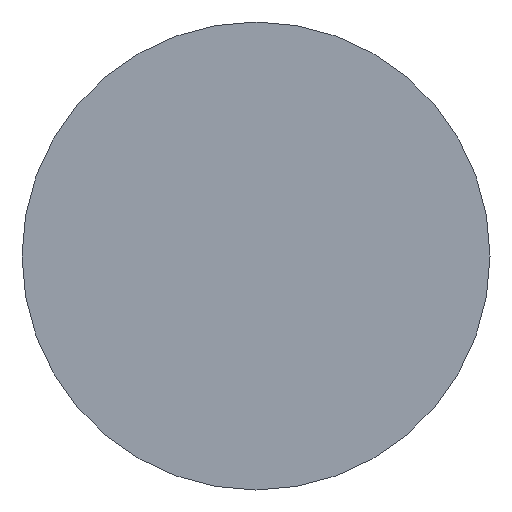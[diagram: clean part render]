
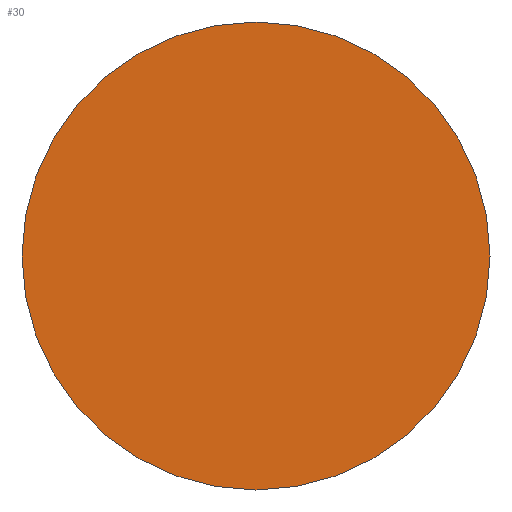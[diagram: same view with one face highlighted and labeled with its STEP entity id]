
A CAD part, left-side view. The second image highlights one B-rep face of the part: STEP entity #30.
In plain terms, the highlighted planar face has unit normal (-1, 0, 0).
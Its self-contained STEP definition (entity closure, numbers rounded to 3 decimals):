
#5 = CARTESIAN_POINT ( 'NONE',  ( 93.207, 31.682, 0. ) ) ;
#17 = AXIS2_PLACEMENT_3D ( 'NONE', #64, #163, #147 ) ;
#18 = DIRECTION ( 'NONE',  ( 0., 1., 0. ) ) ;
#26 = PLANE ( 'NONE',  #155 ) ;
#30 = ADVANCED_FACE ( 'NONE', ( #54 ), #26, .F. ) ;
#35 = VERTEX_POINT ( 'NONE', #157 ) ;
#40 = DIRECTION ( 'NONE',  ( -1., 0., 0. ) ) ;
#53 = EDGE_LOOP ( 'NONE', ( #144, #67 ) ) ;
#54 = FACE_OUTER_BOUND ( 'NONE', #53, .T. ) ;
#64 = CARTESIAN_POINT ( 'NONE',  ( 93.207, 28.532, 0. ) ) ;
#66 = EDGE_CURVE ( 'NONE', #138, #35, #115, .T. ) ;
#67 = ORIENTED_EDGE ( 'NONE', *, *, #66, .T. ) ;
#86 = DIRECTION ( 'NONE',  ( 0., -1., 0. ) ) ;
#88 = DIRECTION ( 'NONE',  ( 1., 0., 0. ) ) ;
#89 = CARTESIAN_POINT ( 'NONE',  ( 93.207, 28.532, 0. ) ) ;
#90 = AXIS2_PLACEMENT_3D ( 'NONE', #106, #40, #86 ) ;
#106 = CARTESIAN_POINT ( 'NONE',  ( 93.207, 28.532, 0. ) ) ;
#115 = CIRCLE ( 'NONE', #17, 3.15 ) ;
#125 = CIRCLE ( 'NONE', #90, 3.15 ) ;
#128 = EDGE_CURVE ( 'NONE', #35, #138, #125, .T. ) ;
#138 = VERTEX_POINT ( 'NONE', #5 ) ;
#144 = ORIENTED_EDGE ( 'NONE', *, *, #128, .T. ) ;
#147 = DIRECTION ( 'NONE',  ( 0., -1., 0. ) ) ;
#155 = AXIS2_PLACEMENT_3D ( 'NONE', #89, #88, #18 ) ;
#157 = CARTESIAN_POINT ( 'NONE',  ( 93.207, 25.382, 0. ) ) ;
#163 = DIRECTION ( 'NONE',  ( -1., 0., 0. ) ) ;
